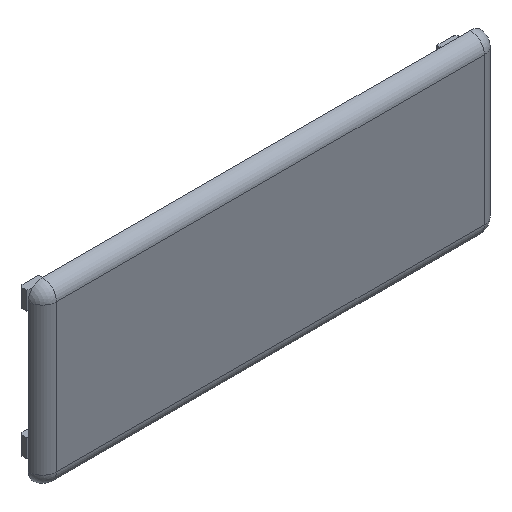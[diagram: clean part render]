
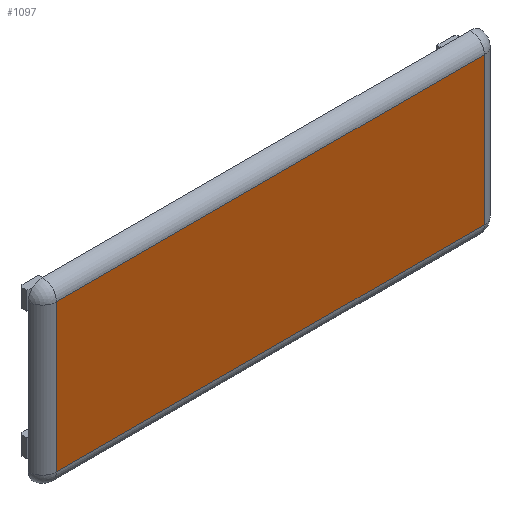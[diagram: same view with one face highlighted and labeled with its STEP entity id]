
A CAD part, isometric view. The second image highlights one B-rep face of the part: STEP entity #1097.
In plain terms, the highlighted planar face has unit normal (0, -1, 0).
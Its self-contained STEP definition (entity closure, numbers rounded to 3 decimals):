
#3 = VECTOR ( 'NONE', #80, 1000. ) ;
#22 = CARTESIAN_POINT ( 'NONE',  ( 0., 0., 0. ) ) ;
#46 = LINE ( 'NONE', #1041, #706 ) ;
#80 = DIRECTION ( 'NONE',  ( 1., 0., 0. ) ) ;
#94 = CARTESIAN_POINT ( 'NONE',  ( 63., 0., -23. ) ) ;
#157 = VERTEX_POINT ( 'NONE', #859 ) ;
#200 = VERTEX_POINT ( 'NONE', #308 ) ;
#251 = ORIENTED_EDGE ( 'NONE', *, *, #320, .T. ) ;
#282 = CARTESIAN_POINT ( 'NONE',  ( 63., 0., -2. ) ) ;
#304 = CARTESIAN_POINT ( 'NONE',  ( 63., 0., -23. ) ) ;
#306 = ORIENTED_EDGE ( 'NONE', *, *, #881, .T. ) ;
#308 = CARTESIAN_POINT ( 'NONE',  ( 2., 0., -2. ) ) ;
#320 = EDGE_CURVE ( 'NONE', #369, #200, #46, .T. ) ;
#324 = EDGE_CURVE ( 'NONE', #200, #157, #744, .T. ) ;
#369 = VERTEX_POINT ( 'NONE', #282 ) ;
#537 = EDGE_LOOP ( 'NONE', ( #306, #251, #702, #825 ) ) ;
#579 = LINE ( 'NONE', #94, #3 ) ;
#617 = DIRECTION ( 'NONE',  ( 0., -1., 0. ) ) ;
#702 = ORIENTED_EDGE ( 'NONE', *, *, #324, .T. ) ;
#706 = VECTOR ( 'NONE', #1231, 1000. ) ;
#711 = PLANE ( 'NONE',  #1196 ) ;
#744 = LINE ( 'NONE', #934, #1193 ) ;
#808 = FACE_OUTER_BOUND ( 'NONE', #537, .T. ) ;
#825 = ORIENTED_EDGE ( 'NONE', *, *, #902, .T. ) ;
#859 = CARTESIAN_POINT ( 'NONE',  ( 2., 0., -23. ) ) ;
#881 = EDGE_CURVE ( 'NONE', #1002, #369, #1167, .T. ) ;
#902 = EDGE_CURVE ( 'NONE', #157, #1002, #579, .T. ) ;
#934 = CARTESIAN_POINT ( 'NONE',  ( 2., 0., -23. ) ) ;
#946 = VECTOR ( 'NONE', #1058, 1000. ) ;
#950 = CARTESIAN_POINT ( 'NONE',  ( 63., 0., -2. ) ) ;
#1002 = VERTEX_POINT ( 'NONE', #304 ) ;
#1025 = DIRECTION ( 'NONE',  ( 0., 0., -1. ) ) ;
#1041 = CARTESIAN_POINT ( 'NONE',  ( 2., 0., -2. ) ) ;
#1058 = DIRECTION ( 'NONE',  ( 0., 0., 1. ) ) ;
#1097 = ADVANCED_FACE ( 'NONE', ( #808 ), #711, .T. ) ;
#1167 = LINE ( 'NONE', #950, #946 ) ;
#1193 = VECTOR ( 'NONE', #1025, 1000. ) ;
#1196 = AXIS2_PLACEMENT_3D ( 'NONE', #22, #617, #1201 ) ;
#1201 = DIRECTION ( 'NONE',  ( 0., 0., -1. ) ) ;
#1231 = DIRECTION ( 'NONE',  ( -1., 0., 0. ) ) ;
